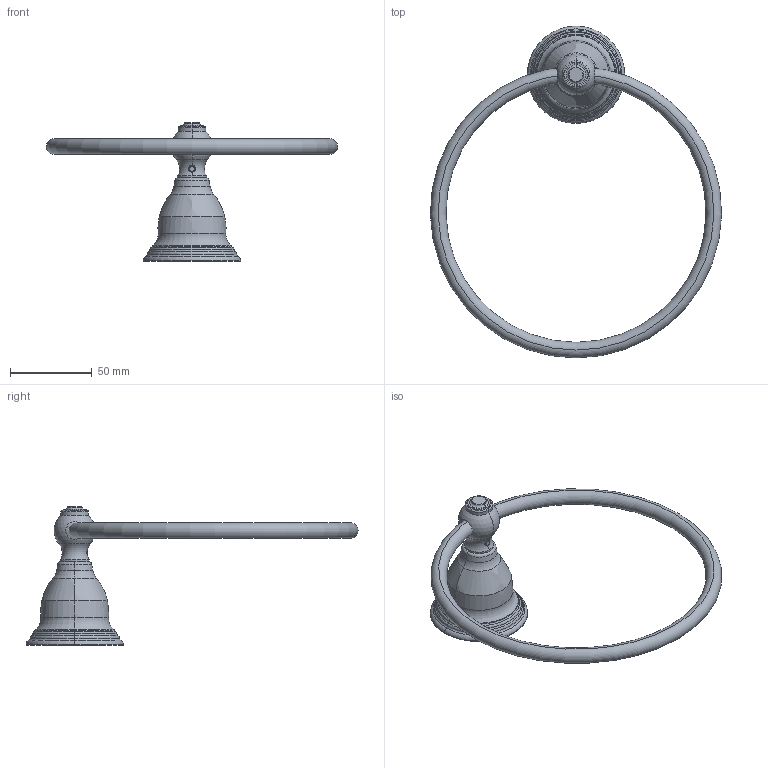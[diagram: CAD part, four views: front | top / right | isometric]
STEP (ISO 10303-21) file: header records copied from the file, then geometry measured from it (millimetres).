
FILE_DESCRIPTION((''),'2;1');
FILE_NAME('12-09_WEB','2010-08-13T',('project'),(''),'PRO/ENGINEER BY PARAMETRIC TECHNOLOGY CORPORATION, 2009300','PRO/ENGINEER BY PARAMETRIC TECHNOLOGY CORPORATION, 2009300','');
FILE_SCHEMA(('CONFIG_CONTROL_DESIGN'));
Length unit declared in the file: inch
Products named in the file (1): 12-09_WEB
Bounding box: 177.77 x 202.7 x 84.66 mm (x, y, z)
Surface area: 29401.8 mm2 (no closed solid volume)
Topology: 0 solids, 9 shells, 60 faces, 151 edges, 97 vertices
Faces by surface type: torus 28, plane 8, bspline 8, cylinder 8, cone 6, sphere 2
Entity records: 3005 total; most frequent: CARTESIAN_POINT 1565, DIRECTION 326, ORIENTED_EDGE 255, AXIS2_PLACEMENT_3D 154, EDGE_CURVE 151, CIRCLE 102, VERTEX_POINT 97, EDGE_LOOP 60
